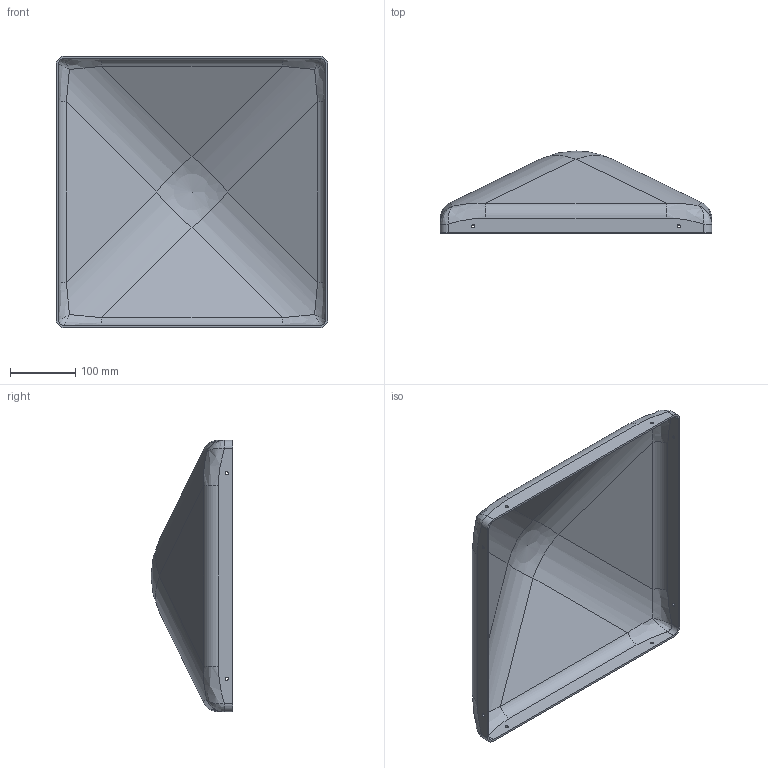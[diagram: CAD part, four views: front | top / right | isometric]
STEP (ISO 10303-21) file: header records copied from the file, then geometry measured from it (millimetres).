
FILE_DESCRIPTION (( 'STEP AP214' ), '1' );
FILE_NAME ('LR19-Lx16 One Piece Dome.STEP', '2018-05-09T19:53:16', ( '' ), ( '' ), 'SwSTEP 2.0', 'SolidWorks 2017', '' );
FILE_SCHEMA (( 'AUTOMOTIVE_DESIGN' ));
Length unit declared in the file: inch
Products named in the file (1): LR19-Lx16 One Piece Dome
Bounding box: 415.93 x 125.35 x 415.93 mm (x, y, z)
Volume: 761223.5 mm3; surface area: 485099.6 mm2
Topology: 1 solids, 1 shells, 83 faces, 204 edges, 114 vertices
Faces by surface type: cylinder 40, bspline 24, plane 17, sphere 2
Entity records: 3578 total; most frequent: CARTESIAN_POINT 1804, ORIENTED_EDGE 384, DIRECTION 336, EDGE_CURVE 192, AXIS2_PLACEMENT_3D 132, VERTEX_POINT 112, EDGE_LOOP 100, ADVANCED_FACE 83
